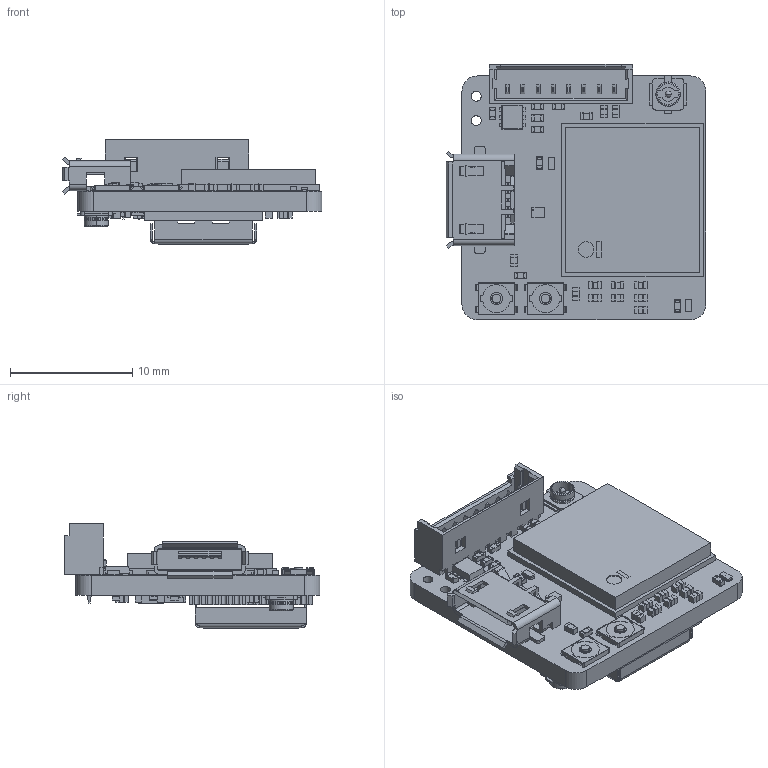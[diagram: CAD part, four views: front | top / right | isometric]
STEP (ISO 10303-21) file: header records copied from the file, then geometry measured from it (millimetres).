
FILE_DESCRIPTION(('Open CASCADE Model'),'2;1');
FILE_NAME('Open CASCADE Shape Model','2022-08-17T17:20:27',('Author'),( 'Open CASCADE'),'Open CASCADE STEP processor 6.8','Open CASCADE 6.8' ,'Unknown');
FILE_SCHEMA(('AUTOMOTIVE_DESIGN { 1 0 10303 214 1 1 1 1 }'));
Length unit declared in the file: millimetre
Products named in the file (91): PCB; Board; Open CASCADE STEP translator 6.8 1.1.1; CONN2; 6405765632; Open CASCADE STEP translator 6.8 1.2.1.1; Open CASCADE STEP translator 6.8 1.2.1.2; U8; ATECC608A-MAHDA-T--3DModel-STEP-56544; C22; CAP_0402_N_WAL; U7; LIS2DW12TR; C21; C20; C19; R11; RC0402FR-074K7P; R10; U6; SSM6L40TU_UF6; R9; R8; R7; R6; R5; R4; LED1; VLMx15xx_0402; Part_1; C281-1; C281-2; C281-3; C281-4; C281-5; C281-6; C281-7; R3; L6; BLM15AX121SN1D ...
Assembly tree (130 placements, depth 4):
  PCB
    Board
      Open CASCADE STEP translator 6.8 1.1.1
    CONN2
      6405765632
        Open CASCADE STEP translator 6.8 1.2.1.1
        Open CASCADE STEP translator 6.8 1.2.1.2
    U8
      ATECC608A-MAHDA-T--3DModel-STEP-56544
    C22
      CAP_0402_N_WAL
    U7
      LIS2DW12TR
    C21
      CAP_0402_N_WAL
    C20
      CAP_0402_N_WAL
    C19
      CAP_0402_N_WAL
    R11
      RC0402FR-074K7P
    R10
      RC0402FR-074K7P
    U6
      SSM6L40TU_UF6
    R9
      RC0402FR-074K7P
    R8
      RC0402FR-074K7P
    R7
      RC0402FR-074K7P
    R6
      RC0402FR-074K7P
    R5
      RC0402FR-074K7P
    R4
      RC0402FR-074K7P
    LED1
      VLMx15xx_0402
        Part_1
        C281-1
        C281-2
        C281-3
        C281-4
        C281-5
        C281-6
        C281-7
    R3
      RC0402FR-074K7P
    L6
      BLM15AX121SN1D
    C18
      CAP_0402_N_WAL
    C17
      CAP_0402_N_WAL
    C16
      CAP_0402_N_WAL
    U5
      TPS7A0230_DQN0004A
        MOLD-SNB04A
Bounding box: 21.29 x 20.95 x 8.57 mm (x, y, z)
Volume: 1137.9 mm3; surface area: 3269.5 mm2
Topology: 355 solids, 359 shells, 4695 faces, 11413 edges, 7374 vertices
Faces by surface type: plane 4156, cylinder 467, sphere 52, cone 20
Full cylindrical faces by diameter (mm): 0.052 x1, 0.5 x8, 0.812 x2
Entity records: 85920 total; most frequent: CARTESIAN_POINT 14128, ORIENTED_EDGE 13496, DIRECTION 13049, EDGE_CURVE 6750, LINE 6153, VECTOR 6153, VERTEX_POINT 4421, AXIS2_PLACEMENT_3D 3448
